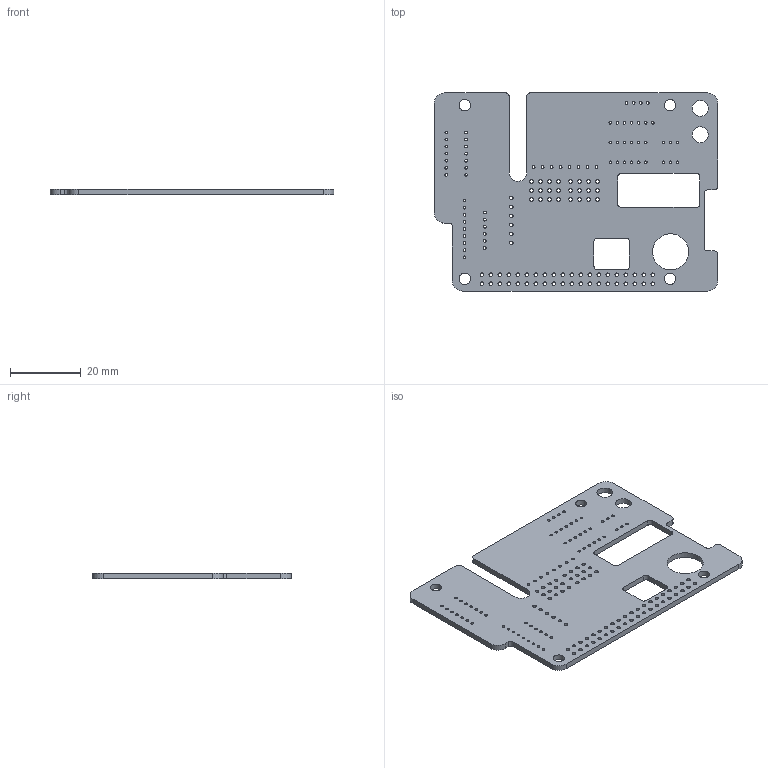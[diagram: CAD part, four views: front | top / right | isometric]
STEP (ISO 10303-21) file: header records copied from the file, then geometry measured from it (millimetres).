
FILE_DESCRIPTION(('KiCad electronic assembly'),'2;1');
FILE_NAME('Prime Mover.step','2022-08-03T11:15:04',('Pcbnew'),('Kicad'), 'Open CASCADE STEP processor 7.5','KiCad to STEP converter','Unknown' );
FILE_SCHEMA(('AUTOMOTIVE_DESIGN { 1 0 10303 214 1 1 1 1 }'));
Length unit declared in the file: millimetre
Products named in the file (2): Prime Mover 1; Prime Mover PCB
Assembly tree (1 placements, depth 2):
  Prime Mover 1
    Prime Mover PCB
Bounding box: 80.14 x 56 x 1.6 mm (x, y, z)
Volume: 5836.6 mm3; surface area: 8730.2 mm2
Topology: 1 solids, 1 shells, 187 faces, 555 edges, 370 vertices
Faces by surface type: cylinder 164, plane 23
Full cylindrical faces by diameter (mm): 0.75 x58, 0.825 x8, 1 x70, 3.2 x4, 4.5 x2, 10.2 x1
Entity records: 15283 total; most frequent: CARTESIAN_POINT 4192, DIRECTION 2043, ORIENTED_EDGE 1110, PCURVE 1110, DEFINITIONAL_REPRESENTATION 1110, LINE 1009, VECTOR 1009, EDGE_CURVE 555
